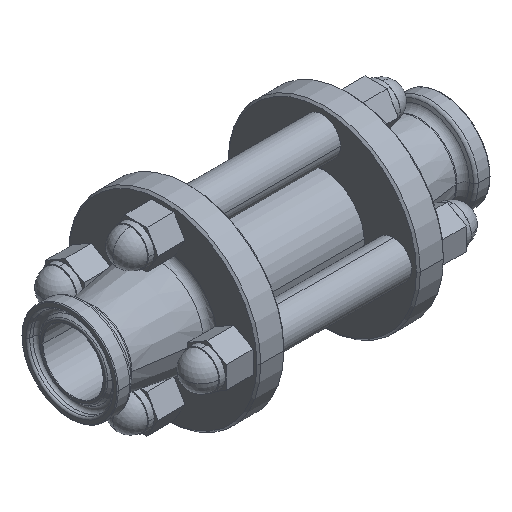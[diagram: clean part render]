
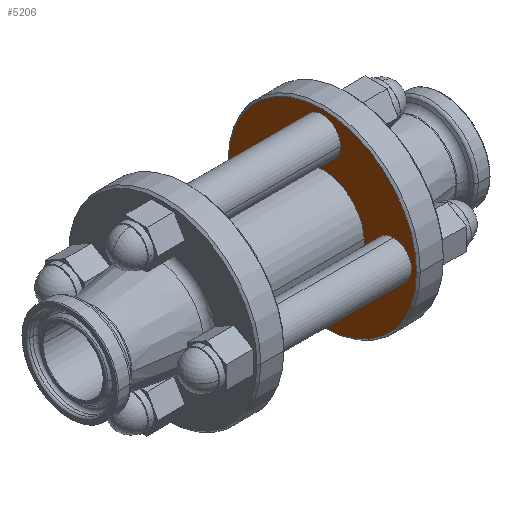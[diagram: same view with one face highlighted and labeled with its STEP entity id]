
A CAD part, isometric view. The second image highlights one B-rep face of the part: STEP entity #5206.
In plain terms, the highlighted planar face has unit normal (-1, 0, 0).
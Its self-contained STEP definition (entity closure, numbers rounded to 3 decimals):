
#9 = AXIS2_PLACEMENT_3D ( 'NONE', #1475, #2747, #4214 ) ;
#19 = AXIS2_PLACEMENT_3D ( 'NONE', #1335, #3221, #5181 ) ;
#26 = DIRECTION ( 'NONE',  ( 0., 1., 0. ) ) ;
#57 = EDGE_CURVE ( 'NONE', #5338, #5318, #5792, .T. ) ;
#231 = DIRECTION ( 'NONE',  ( -1., 0., 0. ) ) ;
#239 = DIRECTION ( 'NONE',  ( -1., 0., 0. ) ) ;
#463 = ORIENTED_EDGE ( 'NONE', *, *, #5709, .T. ) ;
#467 = EDGE_CURVE ( 'NONE', #556, #2950, #1705, .T. ) ;
#471 = FACE_BOUND ( 'NONE', #4285, .T. ) ;
#491 = EDGE_LOOP ( 'NONE', ( #1541, #463 ) ) ;
#508 = CIRCLE ( 'NONE', #4728, 4.765 ) ;
#550 = DIRECTION ( 'NONE',  ( 0., -1., 0. ) ) ;
#556 = VERTEX_POINT ( 'NONE', #1866 ) ;
#699 = EDGE_CURVE ( 'NONE', #6069, #955, #1515, .T. ) ;
#723 = EDGE_LOOP ( 'NONE', ( #1928, #5654 ) ) ;
#758 = CARTESIAN_POINT ( 'NONE',  ( 17.25, 0., -18.5 ) ) ;
#875 = CIRCLE ( 'NONE', #4310, 4.765 ) ;
#923 = DIRECTION ( 'NONE',  ( 1., 0., 0. ) ) ;
#955 = VERTEX_POINT ( 'NONE', #2824 ) ;
#984 = DIRECTION ( 'NONE',  ( 0., 1., 0. ) ) ;
#999 = CARTESIAN_POINT ( 'NONE',  ( 17.25, 0., 0. ) ) ;
#1214 = EDGE_CURVE ( 'NONE', #4516, #5911, #4761, .T. ) ;
#1215 = DIRECTION ( 'NONE',  ( 0., -1., 0. ) ) ;
#1335 = CARTESIAN_POINT ( 'NONE',  ( 17.25, 18.5, 0. ) ) ;
#1449 = DIRECTION ( 'NONE',  ( -1., 0., 0. ) ) ;
#1475 = CARTESIAN_POINT ( 'NONE',  ( 17.25, -18.5, 0. ) ) ;
#1515 = CIRCLE ( 'NONE', #2904, 4.765 ) ;
#1541 = ORIENTED_EDGE ( 'NONE', *, *, #4141, .T. ) ;
#1556 = DIRECTION ( 'NONE',  ( -1., 0., 0. ) ) ;
#1705 = CIRCLE ( 'NONE', #2509, 10.95 ) ;
#1732 = EDGE_CURVE ( 'NONE', #955, #6069, #508, .T. ) ;
#1749 = EDGE_CURVE ( 'NONE', #2597, #5277, #2173, .T. ) ;
#1866 = CARTESIAN_POINT ( 'NONE',  ( 17.25, 10.95, 0. ) ) ;
#1928 = ORIENTED_EDGE ( 'NONE', *, *, #3598, .F. ) ;
#2040 = AXIS2_PLACEMENT_3D ( 'NONE', #5786, #1556, #3434 ) ;
#2111 = DIRECTION ( 'NONE',  ( 0., 1., 0. ) ) ;
#2140 = DIRECTION ( 'NONE',  ( -1., 0., 0. ) ) ;
#2173 = CIRCLE ( 'NONE', #9, 4.765 ) ;
#2180 = CIRCLE ( 'NONE', #2869, 10.95 ) ;
#2249 = CARTESIAN_POINT ( 'NONE',  ( 17.25, -24.5, 0. ) ) ;
#2382 = AXIS2_PLACEMENT_3D ( 'NONE', #5169, #923, #26 ) ;
#2509 = AXIS2_PLACEMENT_3D ( 'NONE', #4981, #5419, #5040 ) ;
#2574 = DIRECTION ( 'NONE',  ( 0., 1., 0. ) ) ;
#2597 = VERTEX_POINT ( 'NONE', #4114 ) ;
#2627 = CARTESIAN_POINT ( 'NONE',  ( 17.25, 18.5, -4.765 ) ) ;
#2665 = CARTESIAN_POINT ( 'NONE',  ( 17.25, 0., 0. ) ) ;
#2686 = ORIENTED_EDGE ( 'NONE', *, *, #1749, .F. ) ;
#2710 = AXIS2_PLACEMENT_3D ( 'NONE', #5431, #231, #1215 ) ;
#2747 = DIRECTION ( 'NONE',  ( -1., 0., 0. ) ) ;
#2758 = ORIENTED_EDGE ( 'NONE', *, *, #699, .F. ) ;
#2824 = CARTESIAN_POINT ( 'NONE',  ( 17.25, 4.765, 18.5 ) ) ;
#2856 = VERTEX_POINT ( 'NONE', #2627 ) ;
#2869 = AXIS2_PLACEMENT_3D ( 'NONE', #2665, #5975, #4500 ) ;
#2904 = AXIS2_PLACEMENT_3D ( 'NONE', #3937, #4296, #3847 ) ;
#2932 = EDGE_LOOP ( 'NONE', ( #2958, #3537 ) ) ;
#2950 = VERTEX_POINT ( 'NONE', #4106 ) ;
#2958 = ORIENTED_EDGE ( 'NONE', *, *, #4416, .T. ) ;
#2988 = DIRECTION ( 'NONE',  ( 1., 0., 0. ) ) ;
#3209 = PLANE ( 'NONE',  #2382 ) ;
#3211 = CIRCLE ( 'NONE', #2710, 24.5 ) ;
#3221 = DIRECTION ( 'NONE',  ( 1., 0., 0. ) ) ;
#3236 = FACE_OUTER_BOUND ( 'NONE', #2932, .T. ) ;
#3301 = FACE_BOUND ( 'NONE', #723, .T. ) ;
#3357 = ORIENTED_EDGE ( 'NONE', *, *, #5827, .F. ) ;
#3404 = CARTESIAN_POINT ( 'NONE',  ( 17.25, -4.765, 18.5 ) ) ;
#3420 = CARTESIAN_POINT ( 'NONE',  ( 17.25, 4.765, -18.5 ) ) ;
#3434 = DIRECTION ( 'NONE',  ( 0., 1., 0. ) ) ;
#3477 = DIRECTION ( 'NONE',  ( 0., 1., 0. ) ) ;
#3537 = ORIENTED_EDGE ( 'NONE', *, *, #1214, .T. ) ;
#3598 = EDGE_CURVE ( 'NONE', #2950, #556, #2180, .T. ) ;
#3674 = AXIS2_PLACEMENT_3D ( 'NONE', #5882, #239, #2111 ) ;
#3694 = AXIS2_PLACEMENT_3D ( 'NONE', #999, #4317, #550 ) ;
#3732 = CARTESIAN_POINT ( 'NONE',  ( 17.25, -18.5, 4.765 ) ) ;
#3760 = FACE_BOUND ( 'NONE', #5563, .T. ) ;
#3777 = CARTESIAN_POINT ( 'NONE',  ( 17.25, 24.5, 0. ) ) ;
#3847 = DIRECTION ( 'NONE',  ( 0., 1., 0. ) ) ;
#3937 = CARTESIAN_POINT ( 'NONE',  ( 17.25, 0., 18.5 ) ) ;
#4072 = EDGE_CURVE ( 'NONE', #5277, #2597, #6039, .T. ) ;
#4106 = CARTESIAN_POINT ( 'NONE',  ( 17.25, -10.95, 0. ) ) ;
#4114 = CARTESIAN_POINT ( 'NONE',  ( 17.25, -18.5, -4.765 ) ) ;
#4141 = EDGE_CURVE ( 'NONE', #5262, #2856, #4944, .T. ) ;
#4214 = DIRECTION ( 'NONE',  ( 0., 1., 0. ) ) ;
#4238 = FACE_BOUND ( 'NONE', #491, .T. ) ;
#4285 = EDGE_LOOP ( 'NONE', ( #2758, #4448 ) ) ;
#4296 = DIRECTION ( 'NONE',  ( -1., 0., 0. ) ) ;
#4310 = AXIS2_PLACEMENT_3D ( 'NONE', #5823, #2988, #3477 ) ;
#4317 = DIRECTION ( 'NONE',  ( -1., 0., 0. ) ) ;
#4416 = EDGE_CURVE ( 'NONE', #5911, #4516, #3211, .T. ) ;
#4448 = ORIENTED_EDGE ( 'NONE', *, *, #1732, .F. ) ;
#4500 = DIRECTION ( 'NONE',  ( 0., -1., 0. ) ) ;
#4516 = VERTEX_POINT ( 'NONE', #2249 ) ;
#4663 = ORIENTED_EDGE ( 'NONE', *, *, #57, .F. ) ;
#4728 = AXIS2_PLACEMENT_3D ( 'NONE', #5680, #1449, #984 ) ;
#4731 = CARTESIAN_POINT ( 'NONE',  ( 17.25, 18.5, 4.765 ) ) ;
#4761 = CIRCLE ( 'NONE', #3694, 24.5 ) ;
#4885 = CIRCLE ( 'NONE', #5679, 4.765 ) ;
#4944 = CIRCLE ( 'NONE', #19, 4.765 ) ;
#4981 = CARTESIAN_POINT ( 'NONE',  ( 17.25, 0., 0. ) ) ;
#5040 = DIRECTION ( 'NONE',  ( 0., -1., 0. ) ) ;
#5169 = CARTESIAN_POINT ( 'NONE',  ( 17.25, 24.5, 0. ) ) ;
#5181 = DIRECTION ( 'NONE',  ( 0., 1., 0. ) ) ;
#5206 = ADVANCED_FACE ( 'NONE', ( #471, #3760, #5610, #4238, #3301, #3236 ), #3209, .F. ) ;
#5262 = VERTEX_POINT ( 'NONE', #4731 ) ;
#5277 = VERTEX_POINT ( 'NONE', #3732 ) ;
#5291 = CARTESIAN_POINT ( 'NONE',  ( 17.25, -4.765, -18.5 ) ) ;
#5318 = VERTEX_POINT ( 'NONE', #3420 ) ;
#5338 = VERTEX_POINT ( 'NONE', #5291 ) ;
#5419 = DIRECTION ( 'NONE',  ( -1., 0., 0. ) ) ;
#5431 = CARTESIAN_POINT ( 'NONE',  ( 17.25, 0., 0. ) ) ;
#5563 = EDGE_LOOP ( 'NONE', ( #2686, #5612 ) ) ;
#5610 = FACE_BOUND ( 'NONE', #5734, .T. ) ;
#5612 = ORIENTED_EDGE ( 'NONE', *, *, #4072, .F. ) ;
#5654 = ORIENTED_EDGE ( 'NONE', *, *, #467, .F. ) ;
#5679 = AXIS2_PLACEMENT_3D ( 'NONE', #758, #2140, #2574 ) ;
#5680 = CARTESIAN_POINT ( 'NONE',  ( 17.25, 0., 18.5 ) ) ;
#5709 = EDGE_CURVE ( 'NONE', #2856, #5262, #875, .T. ) ;
#5734 = EDGE_LOOP ( 'NONE', ( #3357, #4663 ) ) ;
#5786 = CARTESIAN_POINT ( 'NONE',  ( 17.25, 0., -18.5 ) ) ;
#5792 = CIRCLE ( 'NONE', #2040, 4.765 ) ;
#5823 = CARTESIAN_POINT ( 'NONE',  ( 17.25, 18.5, 0. ) ) ;
#5827 = EDGE_CURVE ( 'NONE', #5318, #5338, #4885, .T. ) ;
#5882 = CARTESIAN_POINT ( 'NONE',  ( 17.25, -18.5, 0. ) ) ;
#5911 = VERTEX_POINT ( 'NONE', #3777 ) ;
#5975 = DIRECTION ( 'NONE',  ( -1., 0., 0. ) ) ;
#6039 = CIRCLE ( 'NONE', #3674, 4.765 ) ;
#6069 = VERTEX_POINT ( 'NONE', #3404 ) ;
